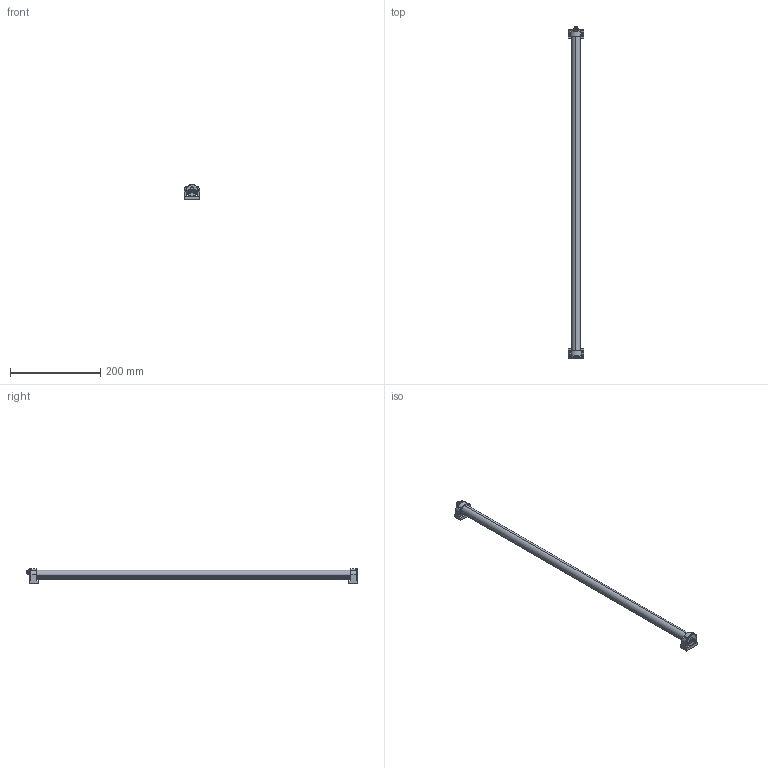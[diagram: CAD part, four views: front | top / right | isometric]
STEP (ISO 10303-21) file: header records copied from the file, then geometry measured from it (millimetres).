
FILE_DESCRIPTION(('CATIA V5 STEP Exchange','CAx-IF Rec.Pracs.--- Model Styling and Organization---1.4--- 2014-01-23'),'2;1');
FILE_NAME ('1483040-1_0', '2022-11-08T06:29:16+00:00', ('none'), ('Weidmueller'), 'CATIA Version 5-6 Release 2016 SP3 HF44', 'CATIA V5 STEP AP214', 'none');
FILE_SCHEMA(('AUTOMOTIVE_DESIGN { 1 0 10303 214 1 1 1 1 }'));
Length unit declared in the file: millimetre
Products named in the file (1): 2899640000
Bounding box: 35 x 737.02 x 34.07 mm (x, y, z)
Volume: 245232.6 mm3; surface area: 65873.3 mm2
Topology: 4 solids, 4 shells, 596 faces, 1782 edges, 1178 vertices
Faces by surface type: cylinder 228, cone 164, plane 148, bspline 36, sphere 16, torus 4
Entity records: 23315 total; most frequent: CARTESIAN_POINT 8818, ORIENTED_EDGE 3532, DIRECTION 2190, EDGE_CURVE 1766, VERTEX_POINT 1178, AXIS2_PLACEMENT_3D 1051, B_SPLINE_CURVE_WITH_KNOTS 648, EDGE_LOOP 620
